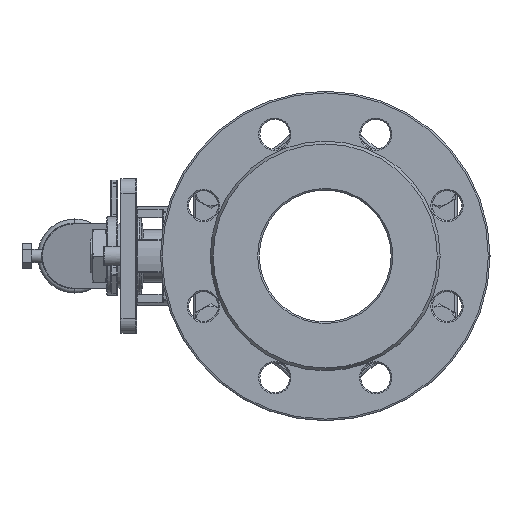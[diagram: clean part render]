
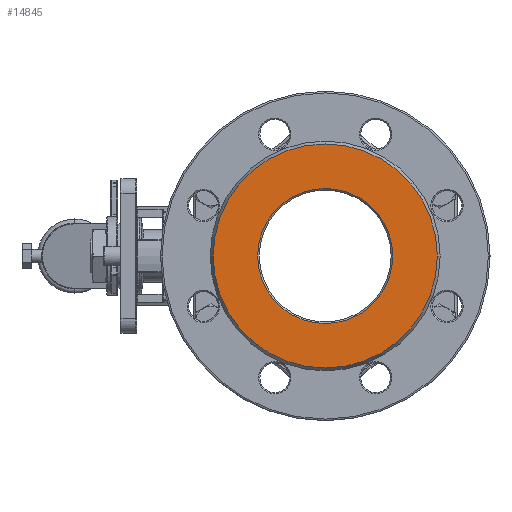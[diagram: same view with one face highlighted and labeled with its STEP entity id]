
A CAD part, left-side view. The second image highlights one B-rep face of the part: STEP entity #14845.
In plain terms, the highlighted planar face has unit normal (-1, 0, 0).
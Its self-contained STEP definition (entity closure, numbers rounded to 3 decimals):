
#1454 = ORIENTED_EDGE ( 'NONE', *, *, #25571, .T. ) ;
#2688 = DIRECTION ( 'NONE',  ( 1., 0., 0. ) ) ;
#3186 = CARTESIAN_POINT ( 'NONE',  ( -99., 0., 0. ) ) ;
#3438 = DIRECTION ( 'NONE',  ( 1., 0., 0. ) ) ;
#6277 = VERTEX_POINT ( 'NONE', #9656 ) ;
#6473 = EDGE_CURVE ( 'NONE', #37296, #60938, #8510, .T. ) ;
#8510 = CIRCLE ( 'NONE', #63404, 41. ) ;
#8985 = CARTESIAN_POINT ( 'NONE',  ( -99., 0., -41. ) ) ;
#9516 = ORIENTED_EDGE ( 'NONE', *, *, #6473, .T. ) ;
#9656 = CARTESIAN_POINT ( 'NONE',  ( -99., -68., 0. ) ) ;
#11064 = AXIS2_PLACEMENT_3D ( 'NONE', #48847, #13241, #28773 ) ;
#13241 = DIRECTION ( 'NONE',  ( 1., 0., 0. ) ) ;
#14845 = ADVANCED_FACE ( 'NONE', ( #26690, #51460 ), #36803, .T. ) ;
#15932 = DIRECTION ( 'NONE',  ( 0., -1., 0. ) ) ;
#16597 = CARTESIAN_POINT ( 'NONE',  ( -99., 68., 0. ) ) ;
#16702 = EDGE_CURVE ( 'NONE', #6277, #30923, #52019, .T. ) ;
#18063 = ORIENTED_EDGE ( 'NONE', *, *, #16702, .F. ) ;
#18859 = EDGE_LOOP ( 'NONE', ( #62900, #18063 ) ) ;
#20808 = CIRCLE ( 'NONE', #11064, 68. ) ;
#25571 = EDGE_CURVE ( 'NONE', #60938, #37296, #55303, .T. ) ;
#26690 = FACE_BOUND ( 'NONE', #56370, .T. ) ;
#27750 = DIRECTION ( 'NONE',  ( 0., 1., 0. ) ) ;
#28773 = DIRECTION ( 'NONE',  ( 0., 1., 0. ) ) ;
#30923 = VERTEX_POINT ( 'NONE', #56708 ) ;
#33833 = CARTESIAN_POINT ( 'NONE',  ( -99., 0., 0. ) ) ;
#36803 = PLANE ( 'NONE',  #58357 ) ;
#37296 = VERTEX_POINT ( 'NONE', #8985 ) ;
#38975 = DIRECTION ( 'NONE',  ( 0., -1., 0. ) ) ;
#40427 = AXIS2_PLACEMENT_3D ( 'NONE', #3186, #43892, #53456 ) ;
#43892 = DIRECTION ( 'NONE',  ( 1., 0., 0. ) ) ;
#45075 = EDGE_CURVE ( 'NONE', #30923, #6277, #20808, .T. ) ;
#48847 = CARTESIAN_POINT ( 'NONE',  ( -99., 0., 0. ) ) ;
#51460 = FACE_OUTER_BOUND ( 'NONE', #18859, .T. ) ;
#52019 = CIRCLE ( 'NONE', #56211, 68. ) ;
#53456 = DIRECTION ( 'NONE',  ( 0., -1., 0. ) ) ;
#55303 = CIRCLE ( 'NONE', #40427, 41. ) ;
#56211 = AXIS2_PLACEMENT_3D ( 'NONE', #58727, #2688, #27750 ) ;
#56237 = DIRECTION ( 'NONE',  ( -1., 0., 0. ) ) ;
#56370 = EDGE_LOOP ( 'NONE', ( #1454, #9516 ) ) ;
#56708 = CARTESIAN_POINT ( 'NONE',  ( -99., 68., 0. ) ) ;
#58357 = AXIS2_PLACEMENT_3D ( 'NONE', #16597, #56237, #15932 ) ;
#58727 = CARTESIAN_POINT ( 'NONE',  ( -99., 0., 0. ) ) ;
#60938 = VERTEX_POINT ( 'NONE', #65001 ) ;
#62900 = ORIENTED_EDGE ( 'NONE', *, *, #45075, .F. ) ;
#63404 = AXIS2_PLACEMENT_3D ( 'NONE', #33833, #3438, #38975 ) ;
#65001 = CARTESIAN_POINT ( 'NONE',  ( -99., 0., 41. ) ) ;
